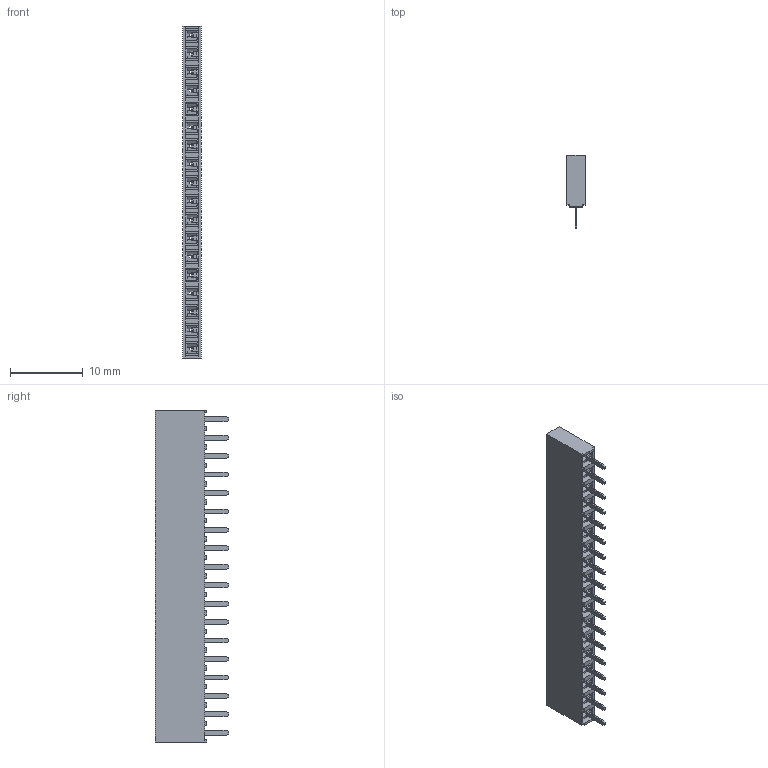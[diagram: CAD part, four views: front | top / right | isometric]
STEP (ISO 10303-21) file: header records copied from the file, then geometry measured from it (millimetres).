
FILE_DESCRIPTION (( 'STEP AP214' ), '1' );
FILE_NAME ('BB02-JF182-X02-000000-6T_rev1.6.STEP', '2017-11-16T08:46:43', ( '' ), ( '' ), 'SwSTEP 2.0', 'SolidWorks 2016', '' );
FILE_SCHEMA (( 'AUTOMOTIVE_DESIGN' ));
Length unit declared in the file: millimetre
Products named in the file (3): BB02-JF-TML; BB02-JF-18P-housing; BB02-JF182-X02-000000-6T_rev1.6
Assembly tree (19 placements, depth 2):
  BB02-JF182-X02-000000-6T_rev1.6
    BB02-JF-18P-housing
    BB02-JF-TML  x18
Bounding box: 2.5 x 10.1 x 45.72 mm (x, y, z)
Volume: 468.9 mm3; surface area: 2698.4 mm2
Topology: 19 solids, 19 shells, 1522 faces, 4272 edges, 2788 vertices
Faces by surface type: plane 1018, cylinder 504
Entity records: 11102 total; most frequent: CARTESIAN_POINT 1984, ORIENTED_EDGE 1880, DIRECTION 1758, EDGE_CURVE 940, VECTOR 882, LINE 882, VERTEX_POINT 578, AXIS2_PLACEMENT_3D 438
